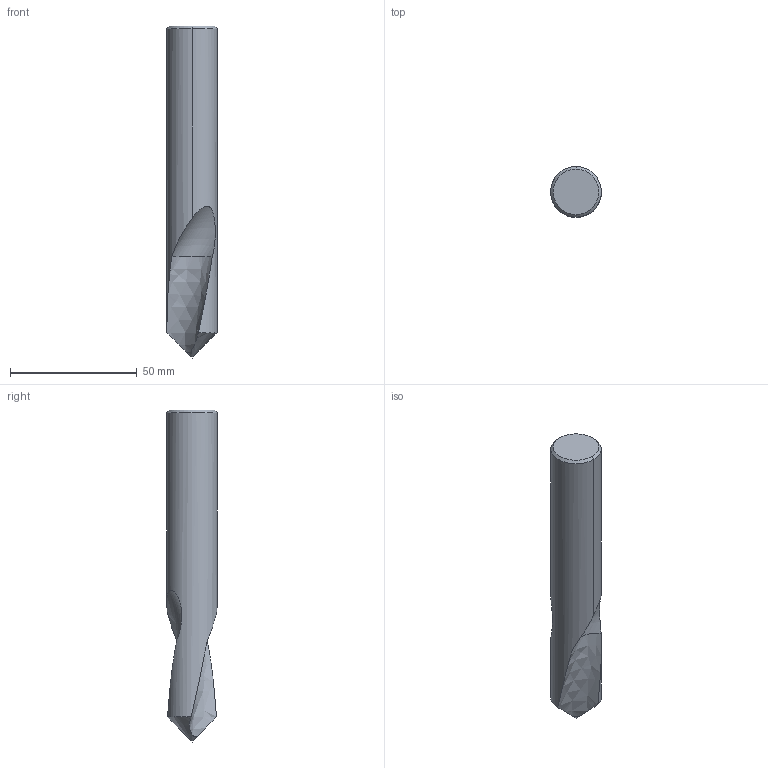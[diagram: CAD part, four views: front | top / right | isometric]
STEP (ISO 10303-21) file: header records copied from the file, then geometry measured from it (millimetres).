
FILE_DESCRIPTION(('no description'),'unknown implementation level');
FILE_NAME('solidO34oXG4_C6veWQHhWGJszm_X11E_1.STP',' ',('CIMSOURCE GmbH'),('CADClick - KiM GmbH - www.kimweb.de'),'unknown preprocess','ACIS','unknown authorization');
FILE_SCHEMA(('automotive_design'));
Length unit declared in the file: millimetre
Products named in the file (1): 1
Bounding box: 20 x 20 x 131 mm (x, y, z)
Volume: 31098.8 mm3; surface area: 8307.2 mm2
Topology: 1 solids, 1 shells, 24 faces, 69 edges, 45 vertices
Faces by surface type: cylinder 10, plane 6, cone 4, bspline 2, revolution 2
Entity records: 2680 total; most frequent: CARTESIAN_POINT 1316, STYLED_ITEM 137, PRESENTATION_STYLE_ASSIGNMENT 137, COLOUR_RGB 137, ORIENTED_EDGE 134, DIRECTION 107, EDGE_CURVE 67, CURVE_STYLE 67
